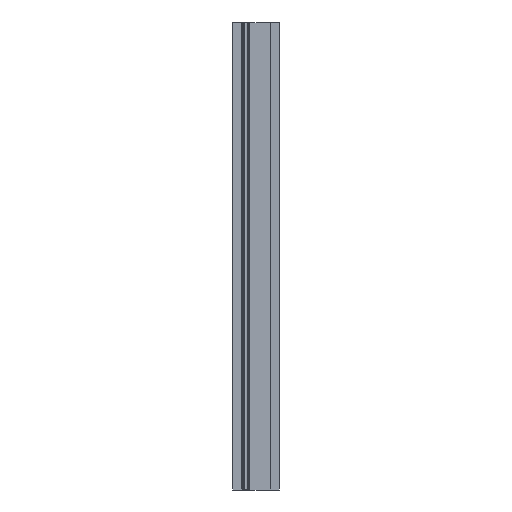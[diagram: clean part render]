
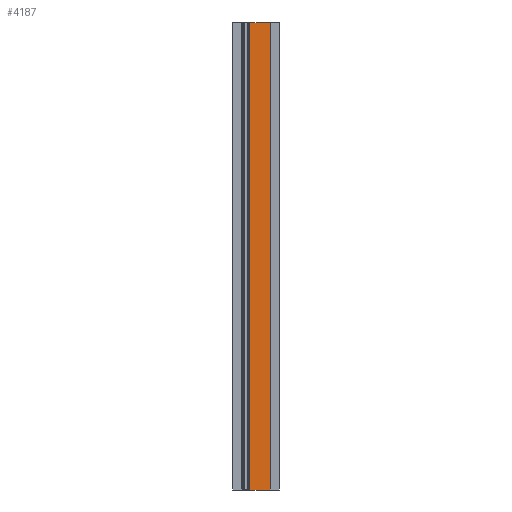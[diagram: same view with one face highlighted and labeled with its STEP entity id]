
A CAD part, left-side view. The second image highlights one B-rep face of the part: STEP entity #4187.
In plain terms, the highlighted planar face has unit normal (-1, 0, 0).
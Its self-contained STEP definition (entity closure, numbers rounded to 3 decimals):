
#519 = VECTOR ( 'NONE', #3072, 1000. ) ;
#533 = CARTESIAN_POINT ( 'NONE',  ( 245.612, 484.744, 1337.519 ) ) ;
#617 = EDGE_LOOP ( 'NONE', ( #1253, #2222, #3736, #4049 ) ) ;
#638 = VERTEX_POINT ( 'NONE', #1728 ) ;
#836 = VERTEX_POINT ( 'NONE', #3615 ) ;
#1219 = VERTEX_POINT ( 'NONE', #2766 ) ;
#1242 = FACE_OUTER_BOUND ( 'NONE', #617, .T. ) ;
#1253 = ORIENTED_EDGE ( 'NONE', *, *, #3635, .T. ) ;
#1313 = DIRECTION ( 'NONE',  ( 0., -1., 0. ) ) ;
#1342 = CARTESIAN_POINT ( 'NONE',  ( 245.612, 484.744, 337.519 ) ) ;
#1462 = VECTOR ( 'NONE', #3634, 1000. ) ;
#1728 = CARTESIAN_POINT ( 'NONE',  ( 245.612, 484.744, 337.519 ) ) ;
#1753 = CARTESIAN_POINT ( 'NONE',  ( 245.612, 546.744, 1337.519 ) ) ;
#1873 = EDGE_CURVE ( 'NONE', #1219, #836, #4522, .T. ) ;
#1892 = AXIS2_PLACEMENT_3D ( 'NONE', #533, #2336, #2251 ) ;
#2037 = EDGE_CURVE ( 'NONE', #836, #638, #2712, .T. ) ;
#2134 = CARTESIAN_POINT ( 'NONE',  ( 245.612, 546.744, 337.519 ) ) ;
#2222 = ORIENTED_EDGE ( 'NONE', *, *, #2037, .F. ) ;
#2251 = DIRECTION ( 'NONE',  ( 0., 1., 0. ) ) ;
#2336 = DIRECTION ( 'NONE',  ( 1., 0., 0. ) ) ;
#2712 = LINE ( 'NONE', #4019, #1462 ) ;
#2766 = CARTESIAN_POINT ( 'NONE',  ( 245.612, 546.744, 1337.519 ) ) ;
#3036 = PLANE ( 'NONE',  #1892 ) ;
#3072 = DIRECTION ( 'NONE',  ( 0., 0., -1. ) ) ;
#3089 = DIRECTION ( 'NONE',  ( 0., -1., 0. ) ) ;
#3303 = EDGE_CURVE ( 'NONE', #1219, #4841, #3505, .T. ) ;
#3505 = LINE ( 'NONE', #1753, #519 ) ;
#3615 = CARTESIAN_POINT ( 'NONE',  ( 245.612, 484.744, 1337.519 ) ) ;
#3634 = DIRECTION ( 'NONE',  ( 0., 0., -1. ) ) ;
#3635 = EDGE_CURVE ( 'NONE', #4841, #638, #5333, .T. ) ;
#3736 = ORIENTED_EDGE ( 'NONE', *, *, #1873, .F. ) ;
#3737 = VECTOR ( 'NONE', #1313, 1000. ) ;
#4019 = CARTESIAN_POINT ( 'NONE',  ( 245.612, 484.744, 1337.519 ) ) ;
#4049 = ORIENTED_EDGE ( 'NONE', *, *, #3303, .T. ) ;
#4187 = ADVANCED_FACE ( 'NONE', ( #1242 ), #3036, .F. ) ;
#4522 = LINE ( 'NONE', #4863, #5675 ) ;
#4841 = VERTEX_POINT ( 'NONE', #2134 ) ;
#4863 = CARTESIAN_POINT ( 'NONE',  ( 245.612, 484.744, 1337.519 ) ) ;
#5333 = LINE ( 'NONE', #1342, #3737 ) ;
#5675 = VECTOR ( 'NONE', #3089, 1000. ) ;
